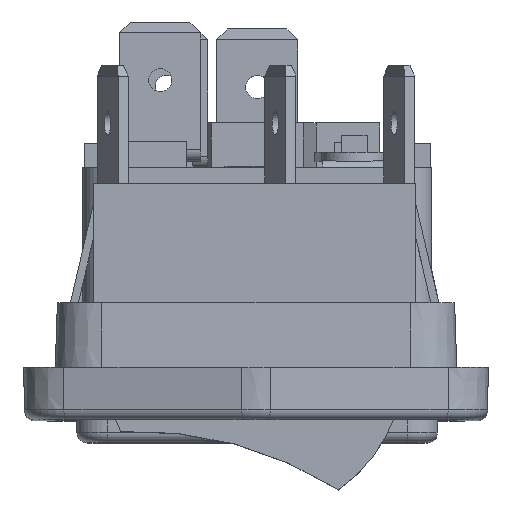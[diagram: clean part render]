
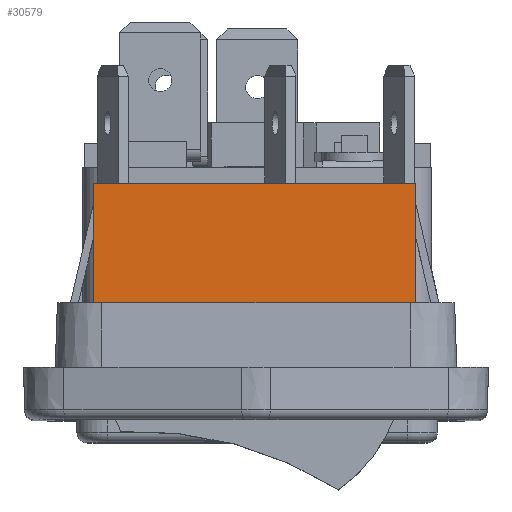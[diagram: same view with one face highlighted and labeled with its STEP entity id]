
A CAD part, top view. The second image highlights one B-rep face of the part: STEP entity #30579.
In plain terms, the highlighted face is planar.
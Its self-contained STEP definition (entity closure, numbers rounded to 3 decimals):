
#2097=FACE_OUTER_BOUND('',#3732,.T.);
#3732=EDGE_LOOP('',(#27008,#27009,#27010,#27011));
#7535=LINE('',#48576,#11532);
#7557=LINE('',#48623,#11554);
#7560=LINE('',#48628,#11557);
#7561=LINE('',#48629,#11558);
#11532=VECTOR('',#39618,10.);
#11554=VECTOR('',#39660,25.);
#11557=VECTOR('',#39665,16.2);
#11558=VECTOR('',#39666,16.2);
#14484=VERTEX_POINT('',#48569);
#14487=VERTEX_POINT('',#48574);
#14500=VERTEX_POINT('',#48619);
#14502=VERTEX_POINT('',#48622);
#18689=EDGE_CURVE('',#14487,#14484,#7535,.T.);
#18711=EDGE_CURVE('',#14502,#14500,#7557,.T.);
#18714=EDGE_CURVE('',#14500,#14484,#7560,.T.);
#18715=EDGE_CURVE('',#14502,#14487,#7561,.T.);
#27008=ORIENTED_EDGE('',*,*,#18711,.T.);
#27009=ORIENTED_EDGE('',*,*,#18714,.T.);
#27010=ORIENTED_EDGE('',*,*,#18689,.F.);
#27011=ORIENTED_EDGE('',*,*,#18715,.F.);
#29070=PLANE('',#32436);
#30579=ADVANCED_FACE('',(#2097),#29070,.T.);
#32436=AXIS2_PLACEMENT_3D('',#48627,#39663,#39664);
#39618=DIRECTION('',(-1.,0.,0.));
#39660=DIRECTION('',(-1.,0.,0.));
#39663=DIRECTION('center_axis',(0.,0.,-1.));
#39664=DIRECTION('ref_axis',(0.,-1.,0.));
#39665=DIRECTION('',(0.,1.,0.));
#39666=DIRECTION('',(0.,1.,0.));
#48569=CARTESIAN_POINT('',(-12.608,-2.083,-22.584));
#48574=CARTESIAN_POINT('',(12.393,-2.083,-22.584));
#48576=CARTESIAN_POINT('',(6.143,-2.083,-22.584));
#48619=CARTESIAN_POINT('',(-12.608,-18.283,-22.584));
#48622=CARTESIAN_POINT('',(12.393,-18.283,-22.584));
#48623=CARTESIAN_POINT('',(12.393,-18.283,-22.584));
#48627=CARTESIAN_POINT('Origin',(12.393,-18.283,-22.584));
#48628=CARTESIAN_POINT('',(-12.608,-18.283,-22.584));
#48629=CARTESIAN_POINT('',(12.393,-18.283,-22.584));
